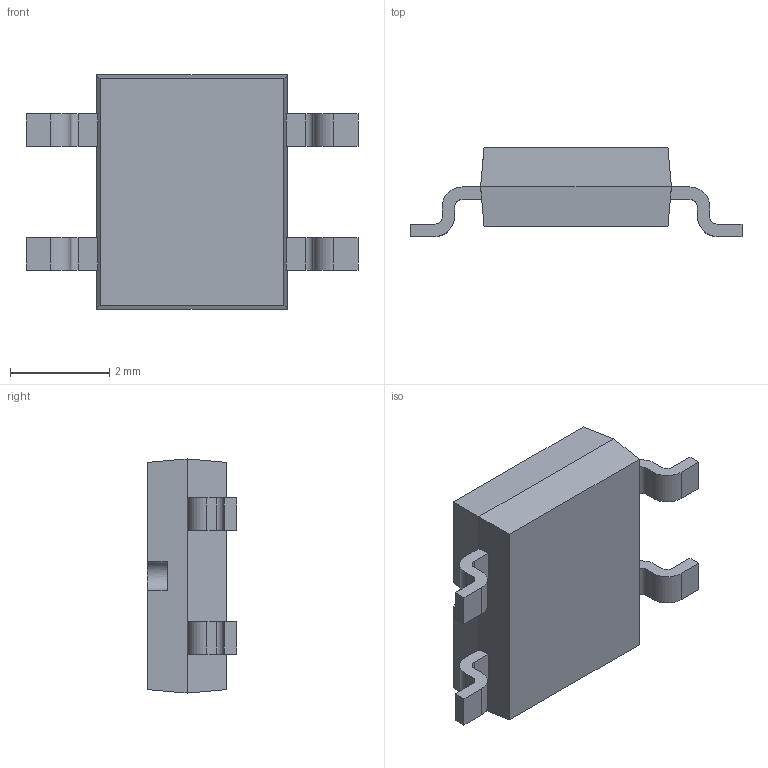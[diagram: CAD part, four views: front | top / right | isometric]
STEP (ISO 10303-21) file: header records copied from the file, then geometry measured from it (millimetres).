
FILE_DESCRIPTION (( 'STEP AP214' ), '1' );
FILE_NAME ('MB10F-13.STEP', '2021-09-15T21:30:15', ( '' ), ( '' ), 'SwSTEP 2.0', 'SolidWorks 2017', '' );
FILE_SCHEMA (( 'AUTOMOTIVE_DESIGN' ));
Length unit declared in the file: millimetre
Products named in the file (1): MB10F-13
Bounding box: 6.7 x 1.8 x 4.72 mm (x, y, z)
Volume: 29.4 mm3; surface area: 77.9 mm2
Topology: 5 solids, 5 shells, 88 faces, 222 edges, 144 vertices
Faces by surface type: plane 71, cylinder 17
Entity records: 2674 total; most frequent: CARTESIAN_POINT 461, ORIENTED_EDGE 444, DIRECTION 432, EDGE_CURVE 222, LINE 186, VECTOR 186, VERTEX_POINT 144, AXIS2_PLACEMENT_3D 123
